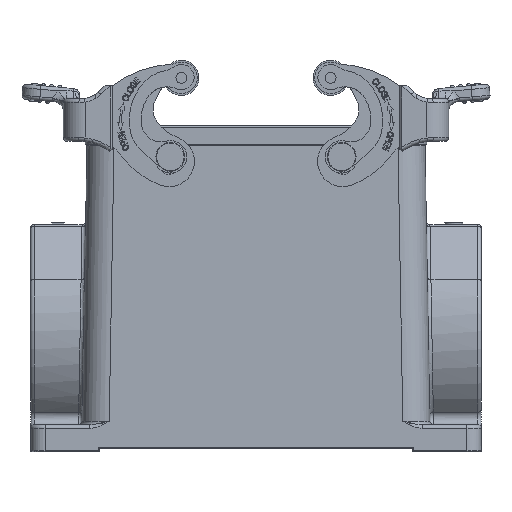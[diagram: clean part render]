
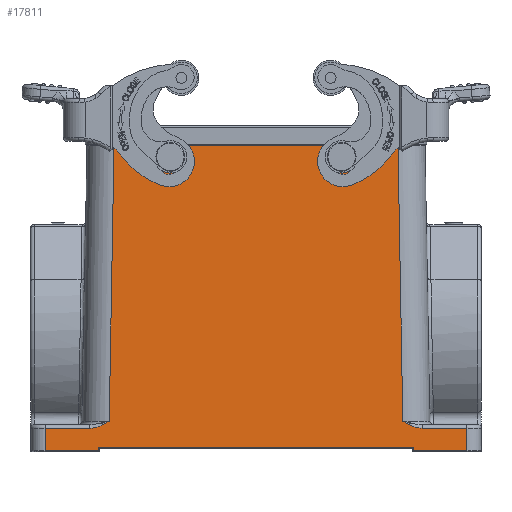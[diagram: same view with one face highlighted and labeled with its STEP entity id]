
A CAD part, front view. The second image highlights one B-rep face of the part: STEP entity #17811.
In plain terms, the highlighted planar face has unit normal (0, -1, 0.018).
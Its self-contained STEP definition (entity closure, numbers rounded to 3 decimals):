
#9313=B_SPLINE_CURVE_WITH_KNOTS('',3,(#69176,#69177,#69178,#69179),
 .UNSPECIFIED.,.F.,.F.,(4,4),(0.,1.),.UNSPECIFIED.);
#9314=B_SPLINE_CURVE_WITH_KNOTS('',3,(#69200,#69201,#69202,#69203),
 .UNSPECIFIED.,.F.,.F.,(4,4),(0.,1.),.UNSPECIFIED.);
#9385=ELLIPSE('',#38569,2.45,2.45);
#9407=ELLIPSE('',#39653,2.45,2.45);
#9431=ELLIPSE('',#40755,0.6,0.6);
#9432=ELLIPSE('',#40756,0.6,0.6);
#11335=LINE('',#69167,#13640);
#11336=LINE('',#69169,#13641);
#11337=LINE('',#69172,#13642);
#11338=LINE('',#69180,#13643);
#11339=LINE('',#69182,#13644);
#11340=LINE('',#69184,#13645);
#11341=LINE('',#69188,#13646);
#11342=LINE('',#69192,#13647);
#11343=LINE('',#69194,#13648);
#11344=LINE('',#69196,#13649);
#11345=LINE('',#69198,#13650);
#11346=LINE('',#69207,#13651);
#13640=VECTOR('',#47992,1.);
#13641=VECTOR('',#47995,1.);
#13642=VECTOR('',#47996,1.);
#13643=VECTOR('',#47999,1.);
#13644=VECTOR('',#48000,1.);
#13645=VECTOR('',#48001,1.);
#13646=VECTOR('',#48004,1.);
#13647=VECTOR('',#48007,1.);
#13648=VECTOR('',#48008,1.);
#13649=VECTOR('',#48009,1.);
#13650=VECTOR('',#48010,1.);
#13651=VECTOR('',#48013,1.);
#14761=PLANE('',#40758);
#17811=ADVANCED_FACE('',(#19203,#19204,#19205),#14761,.T.);
#19203=FACE_BOUND('',#20862,.T.);
#19204=FACE_BOUND('',#20863,.T.);
#19205=FACE_BOUND('',#20864,.T.);
#20862=EDGE_LOOP('',(#27962,#27963,#27964,#27965,#27966,#27967,#27968,#27969,
#27970,#27971,#27972,#27973,#27974,#27975,#27976,#27977,#27978,#27979));
#20863=EDGE_LOOP('',(#27980));
#20864=EDGE_LOOP('',(#27981));
#27962=ORIENTED_EDGE('',*,*,#36096,.T.);
#27963=ORIENTED_EDGE('',*,*,#36097,.F.);
#27964=ORIENTED_EDGE('',*,*,#36098,.F.);
#27965=ORIENTED_EDGE('',*,*,#36099,.F.);
#27966=ORIENTED_EDGE('',*,*,#36095,.T.);
#27967=ORIENTED_EDGE('',*,*,#36100,.T.);
#27968=ORIENTED_EDGE('',*,*,#36101,.T.);
#27969=ORIENTED_EDGE('',*,*,#36102,.F.);
#27970=ORIENTED_EDGE('',*,*,#36103,.F.);
#27971=ORIENTED_EDGE('',*,*,#36104,.T.);
#27972=ORIENTED_EDGE('',*,*,#36105,.F.);
#27973=ORIENTED_EDGE('',*,*,#36106,.F.);
#27974=ORIENTED_EDGE('',*,*,#36107,.T.);
#27975=ORIENTED_EDGE('',*,*,#36108,.T.);
#27976=ORIENTED_EDGE('',*,*,#36109,.T.);
#27977=ORIENTED_EDGE('',*,*,#36110,.F.);
#27978=ORIENTED_EDGE('',*,*,#36111,.F.);
#27979=ORIENTED_EDGE('',*,*,#36112,.F.);
#27980=ORIENTED_EDGE('',*,*,#34469,.F.);
#27981=ORIENTED_EDGE('',*,*,#32889,.F.);
#30080=VERTEX_POINT('',#50310);
#31117=VERTEX_POINT('',#59644);
#32177=VERTEX_POINT('',#69164);
#32178=VERTEX_POINT('',#69166);
#32179=VERTEX_POINT('',#69170);
#32180=VERTEX_POINT('',#69171);
#32181=VERTEX_POINT('',#69173);
#32182=VERTEX_POINT('',#69175);
#32183=VERTEX_POINT('',#69181);
#32184=VERTEX_POINT('',#69183);
#32185=VERTEX_POINT('',#69185);
#32186=VERTEX_POINT('',#69187);
#32187=VERTEX_POINT('',#69189);
#32188=VERTEX_POINT('',#69191);
#32189=VERTEX_POINT('',#69193);
#32190=VERTEX_POINT('',#69195);
#32191=VERTEX_POINT('',#69197);
#32192=VERTEX_POINT('',#69199);
#32193=VERTEX_POINT('',#69204);
#32194=VERTEX_POINT('',#69206);
#32889=EDGE_CURVE('',#30080,#30080,#9385,.T.);
#34469=EDGE_CURVE('',#31117,#31117,#9407,.T.);
#36095=EDGE_CURVE('',#32177,#32178,#11335,.T.);
#36096=EDGE_CURVE('',#32179,#32180,#11336,.T.);
#36097=EDGE_CURVE('',#32181,#32180,#11337,.T.);
#36098=EDGE_CURVE('',#32182,#32181,#38157,.T.);
#36099=EDGE_CURVE('',#32177,#32182,#9313,.T.);
#36100=EDGE_CURVE('',#32178,#32183,#11338,.T.);
#36101=EDGE_CURVE('',#32183,#32184,#11339,.T.);
#36102=EDGE_CURVE('',#32185,#32184,#11340,.T.);
#36103=EDGE_CURVE('',#32186,#32185,#9431,.T.);
#36104=EDGE_CURVE('',#32186,#32187,#11341,.T.);
#36105=EDGE_CURVE('',#32188,#32187,#9432,.T.);
#36106=EDGE_CURVE('',#32189,#32188,#11342,.T.);
#36107=EDGE_CURVE('',#32189,#32190,#11343,.T.);
#36108=EDGE_CURVE('',#32190,#32191,#11344,.T.);
#36109=EDGE_CURVE('',#32191,#32192,#11345,.T.);
#36110=EDGE_CURVE('',#32193,#32192,#9314,.T.);
#36111=EDGE_CURVE('',#32194,#32193,#38158,.T.);
#36112=EDGE_CURVE('',#32179,#32194,#11346,.T.);
#38157=CIRCLE('',#40754,35.099);
#38158=CIRCLE('',#40757,35.043);
#38569=AXIS2_PLACEMENT_3D('',#50309,#41821,#41822);
#39653=AXIS2_PLACEMENT_3D('',#59643,#44867,#44868);
#40754=AXIS2_PLACEMENT_3D('',#69174,#47997,#47998);
#40755=AXIS2_PLACEMENT_3D('',#69186,#48002,#48003);
#40756=AXIS2_PLACEMENT_3D('',#69190,#48005,#48006);
#40757=AXIS2_PLACEMENT_3D('',#69205,#48011,#48012);
#40758=AXIS2_PLACEMENT_3D('',#69208,#48014,#48015);
#41821=DIRECTION('',(0.,-1.,0.017));
#41822=DIRECTION('',(0.,-0.017,-1.));
#44867=DIRECTION('',(0.,-1.,0.017));
#44868=DIRECTION('',(0.,0.017,1.));
#47992=DIRECTION('',(-1.,0.,0.));
#47995=DIRECTION('',(-1.,0.,0.));
#47996=DIRECTION('',(0.017,0.017,1.));
#47997=DIRECTION('',(0.,-1.,0.017));
#47998=DIRECTION('',(0.,0.017,1.));
#47999=DIRECTION('',(0.,-0.017,-1.));
#48000=DIRECTION('',(1.,0.,0.));
#48001=DIRECTION('',(0.,-0.017,-1.));
#48002=DIRECTION('',(0.,-1.,0.017));
#48003=DIRECTION('',(0.,-0.017,-1.));
#48004=DIRECTION('',(1.,0.,0.));
#48005=DIRECTION('',(0.,-1.,0.017));
#48006=DIRECTION('',(0.,0.017,1.));
#48007=DIRECTION('',(0.,0.017,1.));
#48008=DIRECTION('',(1.,0.,0.));
#48009=DIRECTION('',(0.,0.017,1.));
#48010=DIRECTION('',(-1.,0.,0.));
#48011=DIRECTION('',(0.,-1.,0.017));
#48012=DIRECTION('',(0.,0.017,1.));
#48013=DIRECTION('',(0.017,-0.017,-1.));
#48014=DIRECTION('',(0.,-1.,0.017));
#48015=DIRECTION('',(0.,-0.017,-1.));
#50309=CARTESIAN_POINT('',(-23.75,-41.822,38.25));
#50310=CARTESIAN_POINT('',(-23.75,-41.865,35.8));
#59643=CARTESIAN_POINT('',(23.75,-41.822,38.25));
#59644=CARTESIAN_POINT('',(23.75,-41.779,40.7));
#69164=CARTESIAN_POINT('',(-46.144,-43.136,-37.033));
#69166=CARTESIAN_POINT('',(-58.5,-43.136,-37.033));
#69167=CARTESIAN_POINT('',(-65.59,-43.136,-37.033));
#69169=CARTESIAN_POINT('',(-65.59,-41.768,41.352));
#69170=CARTESIAN_POINT('',(39.374,-41.768,41.352));
#69171=CARTESIAN_POINT('',(-39.374,-41.768,41.352));
#69172=CARTESIAN_POINT('',(-40.863,-43.258,-43.981));
#69173=CARTESIAN_POINT('',(-40.709,-43.102,-35.067));
#69174=CARTESIAN_POINT('',(-58.043,-42.569,-4.551));
#69175=CARTESIAN_POINT('',(-42.569,-43.119,-36.05));
#69176=CARTESIAN_POINT('',(-46.144,-43.136,-37.033));
#69177=CARTESIAN_POINT('',(-44.888,-43.136,-37.033));
#69178=CARTESIAN_POINT('',(-43.696,-43.128,-36.589));
#69179=CARTESIAN_POINT('',(-42.569,-43.119,-36.05));
#69180=CARTESIAN_POINT('',(-58.5,-43.25,-43.55));
#69181=CARTESIAN_POINT('',(-58.5,-43.245,-43.245));
#69182=CARTESIAN_POINT('',(-65.59,-43.245,-43.245));
#69183=CARTESIAN_POINT('',(-43.8,-43.245,-43.245));
#69184=CARTESIAN_POINT('',(-43.8,-43.25,-43.55));
#69185=CARTESIAN_POINT('',(-43.8,-43.238,-42.845));
#69186=CARTESIAN_POINT('',(-43.2,-43.238,-42.845));
#69187=CARTESIAN_POINT('',(-43.2,-43.227,-42.245));
#69188=CARTESIAN_POINT('',(-65.59,-43.227,-42.245));
#69189=CARTESIAN_POINT('',(43.2,-43.227,-42.245));
#69190=CARTESIAN_POINT('',(43.2,-43.238,-42.845));
#69191=CARTESIAN_POINT('',(43.8,-43.238,-42.845));
#69192=CARTESIAN_POINT('',(43.8,-43.25,-43.55));
#69193=CARTESIAN_POINT('',(43.8,-43.245,-43.245));
#69194=CARTESIAN_POINT('',(-65.59,-43.245,-43.245));
#69195=CARTESIAN_POINT('',(58.5,-43.245,-43.245));
#69196=CARTESIAN_POINT('',(58.5,-43.25,-43.55));
#69197=CARTESIAN_POINT('',(58.5,-43.136,-37.033));
#69198=CARTESIAN_POINT('',(-65.59,-43.136,-37.033));
#69199=CARTESIAN_POINT('',(46.144,-43.136,-37.033));
#69200=CARTESIAN_POINT('',(42.57,-43.119,-36.05));
#69201=CARTESIAN_POINT('',(43.696,-43.128,-36.589));
#69202=CARTESIAN_POINT('',(44.888,-43.136,-37.033));
#69203=CARTESIAN_POINT('',(46.144,-43.136,-37.033));
#69204=CARTESIAN_POINT('',(42.569,-43.119,-36.05));
#69205=CARTESIAN_POINT('',(58.016,-42.57,-4.601));
#69206=CARTESIAN_POINT('',(40.709,-43.102,-35.067));
#69207=CARTESIAN_POINT('',(40.754,-43.149,-37.737));
#69208=CARTESIAN_POINT('',(-65.59,-43.25,-43.55));
